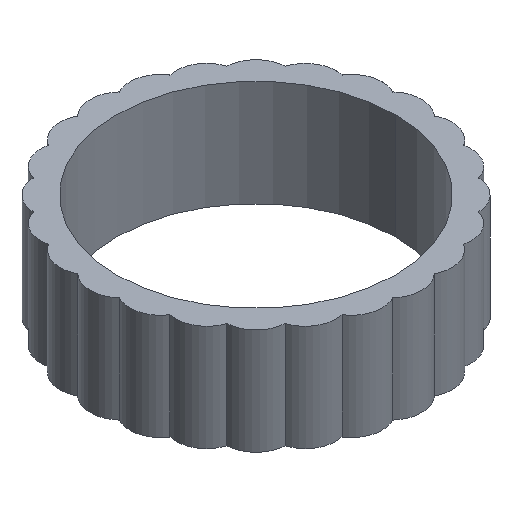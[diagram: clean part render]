
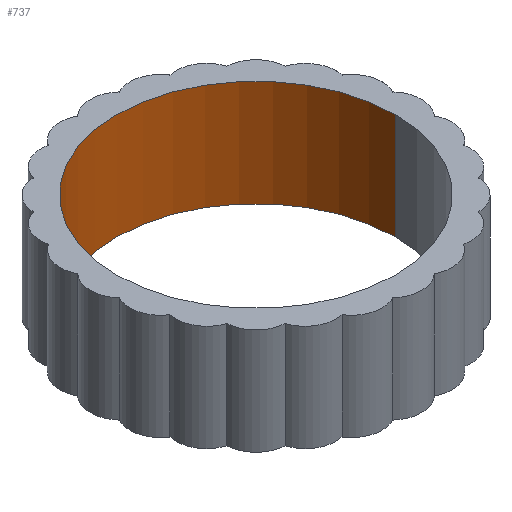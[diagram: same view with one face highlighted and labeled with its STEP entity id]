
A CAD part, isometric view. The second image highlights one B-rep face of the part: STEP entity #737.
In plain terms, the highlighted cylindrical face has radius 10.5 mm (diameter 21 mm), a partial arc.
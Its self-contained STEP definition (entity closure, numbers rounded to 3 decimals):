
#2 = CARTESIAN_POINT ( 'NONE',  ( -10.5, 0., 8. ) ) ;
#22 = CARTESIAN_POINT ( 'NONE',  ( 10.5, 0., 8. ) ) ;
#69 = EDGE_CURVE ( 'NONE', #806, #565, #127, .T. ) ;
#77 = DIRECTION ( 'NONE',  ( 0., 0., -1. ) ) ;
#116 = CARTESIAN_POINT ( 'NONE',  ( 0., 0., 8. ) ) ;
#122 = CYLINDRICAL_SURFACE ( 'NONE', #526, 10.5 ) ;
#127 = CIRCLE ( 'NONE', #857, 10.5 ) ;
#153 = CARTESIAN_POINT ( 'NONE',  ( 0., 0., 8. ) ) ;
#172 = DIRECTION ( 'NONE',  ( 0., 0., 1. ) ) ;
#198 = ORIENTED_EDGE ( 'NONE', *, *, #543, .F. ) ;
#224 = EDGE_CURVE ( 'NONE', #806, #473, #614, .T. ) ;
#274 = AXIS2_PLACEMENT_3D ( 'NONE', #881, #172, #609 ) ;
#300 = ORIENTED_EDGE ( 'NONE', *, *, #69, .T. ) ;
#453 = DIRECTION ( 'NONE',  ( -1., 0., 0. ) ) ;
#473 = VERTEX_POINT ( 'NONE', #1114 ) ;
#477 = VERTEX_POINT ( 'NONE', #1109 ) ;
#526 = AXIS2_PLACEMENT_3D ( 'NONE', #116, #815, #453 ) ;
#532 = CARTESIAN_POINT ( 'NONE',  ( 10.5, 0., 8. ) ) ;
#543 = EDGE_CURVE ( 'NONE', #473, #477, #1123, .T. ) ;
#565 = VERTEX_POINT ( 'NONE', #2 ) ;
#575 = DIRECTION ( 'NONE',  ( 0., 0., 1. ) ) ;
#609 = DIRECTION ( 'NONE',  ( 1., 0., 0. ) ) ;
#614 = LINE ( 'NONE', #532, #1047 ) ;
#651 = ORIENTED_EDGE ( 'NONE', *, *, #1034, .T. ) ;
#718 = FACE_OUTER_BOUND ( 'NONE', #729, .T. ) ;
#729 = EDGE_LOOP ( 'NONE', ( #984, #300, #651, #198 ) ) ;
#737 = ADVANCED_FACE ( 'NONE', ( #718 ), #122, .F. ) ;
#806 = VERTEX_POINT ( 'NONE', #22 ) ;
#815 = DIRECTION ( 'NONE',  ( 0., 0., -1. ) ) ;
#857 = AXIS2_PLACEMENT_3D ( 'NONE', #153, #575, #925 ) ;
#860 = LINE ( 'NONE', #960, #1015 ) ;
#881 = CARTESIAN_POINT ( 'NONE',  ( 0., 0., 0. ) ) ;
#925 = DIRECTION ( 'NONE',  ( 1., 0., 0. ) ) ;
#960 = CARTESIAN_POINT ( 'NONE',  ( -10.5, 0., 8. ) ) ;
#984 = ORIENTED_EDGE ( 'NONE', *, *, #224, .F. ) ;
#1015 = VECTOR ( 'NONE', #77, 1000. ) ;
#1034 = EDGE_CURVE ( 'NONE', #565, #477, #860, .T. ) ;
#1045 = DIRECTION ( 'NONE',  ( 0., 0., -1. ) ) ;
#1047 = VECTOR ( 'NONE', #1045, 1000. ) ;
#1109 = CARTESIAN_POINT ( 'NONE',  ( -10.5, 0., 0. ) ) ;
#1114 = CARTESIAN_POINT ( 'NONE',  ( 10.5, 0., 0. ) ) ;
#1123 = CIRCLE ( 'NONE', #274, 10.5 ) ;
